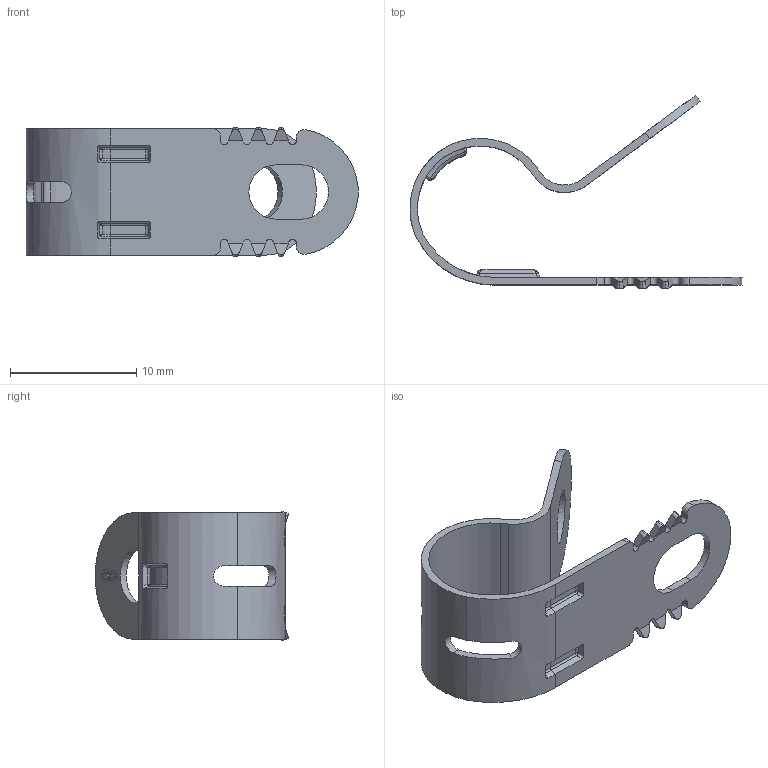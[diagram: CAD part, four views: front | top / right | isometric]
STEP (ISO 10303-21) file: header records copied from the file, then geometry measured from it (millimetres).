
FILE_DESCRIPTION(/* description */ ('Unknown'),/* implementation_level */ '2;1');
FILE_NAME(/* name */ '7425108',/* time_stamp */ '2017-06-19T11:50:58+08:00',/* author */ ('Unknown'),/* organization */ ('Unknown'),/* preprocessor_version */ 'ST-DEVELOPER v16.7',/* originating_system */ 'DEX',/* authorisation */ $);
FILE_SCHEMA (('AUTOMOTIVE_DESIGN {1 0 10303 214 3 1 1}'));
Length unit declared in the file: millimetre
Products named in the file (1): 7425108
Bounding box: 26.27 x 15.33 x 10.27 mm (x, y, z)
Volume: 310.7 mm3; surface area: 1148 mm2
Topology: 1 solids, 1 shells, 331 faces, 899 edges, 570 vertices
Faces by surface type: plane 166, cylinder 85, bspline 37, sphere 27, torus 8, cone 8
Full cylindrical faces by diameter (mm): 4.3 x1
Entity records: 13379 total; most frequent: CARTESIAN_POINT 5473, ORIENTED_EDGE 1782, DIRECTION 1417, EDGE_CURVE 891, VERTEX_POINT 568, LINE 533, VECTOR 533, AXIS2_PLACEMENT_3D 442
